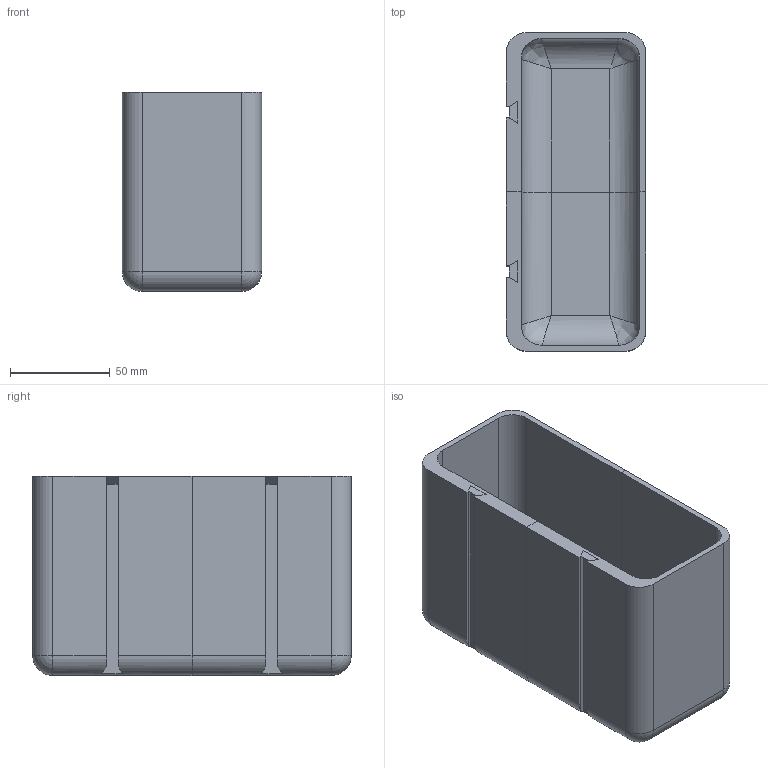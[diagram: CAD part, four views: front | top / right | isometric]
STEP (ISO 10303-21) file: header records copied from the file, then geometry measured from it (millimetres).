
FILE_DESCRIPTION(('FreeCAD Model'),'2;1');
FILE_NAME('Open CASCADE Shape Model','2021-12-08T17:07:46',('Author'),( ''),'Open CASCADE STEP processor 7.5','FreeCAD','Unknown');
FILE_SCHEMA(('AUTOMOTIVE_DESIGN { 1 0 10303 214 1 1 1 1 }'));
Length unit declared in the file: millimetre
Products named in the file (3): Trash_can; Trash can (Mirror #1); Trash can
Assembly tree (2 placements, depth 2):
  Trash_can
    Trash can (Mirror #1)
    Trash can
Bounding box: 70 x 160 x 100 mm (x, y, z)
Volume: 232179.9 mm3; surface area: 107529.6 mm2
Topology: 2 solids, 2 shells, 64 faces, 164 edges, 96 vertices
Faces by surface type: plane 36, cylinder 20, sphere 4, bspline 4
Entity records: 4434 total; most frequent: CARTESIAN_POINT 1239, DIRECTION 594, LINE 380, VECTOR 380, ORIENTED_EDGE 312, PCURVE 312, DEFINITIONAL_REPRESENTATION 312, EDGE_CURVE 156
